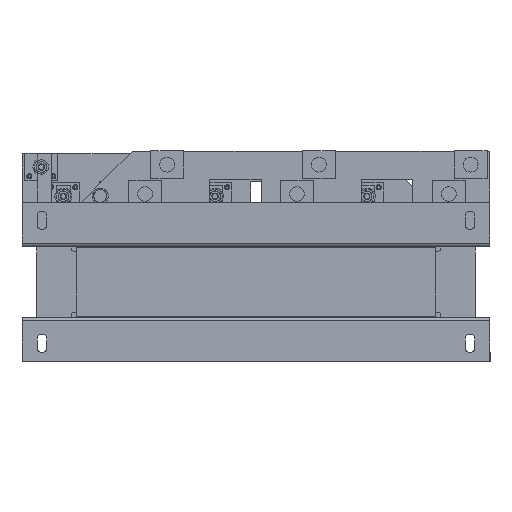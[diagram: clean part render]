
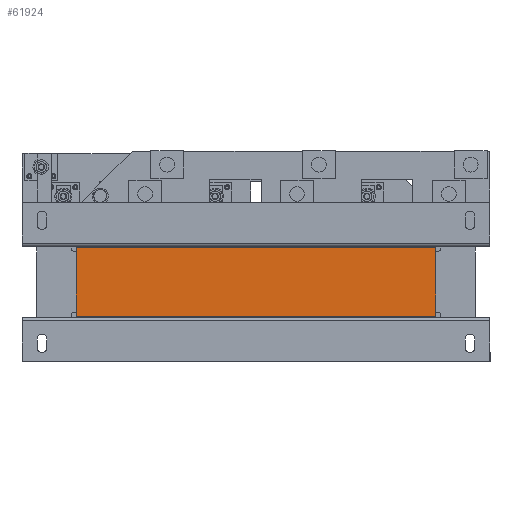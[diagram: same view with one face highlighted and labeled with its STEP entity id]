
A CAD part, front view. The second image highlights one B-rep face of the part: STEP entity #61924.
In plain terms, the highlighted planar face has unit normal (0, -1, 0).
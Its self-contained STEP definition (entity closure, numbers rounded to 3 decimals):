
#4078 = CARTESIAN_POINT ( 'NONE',  ( -225., -35., 43. ) ) ;
#4309 = LINE ( 'NONE', #31528, #6268 ) ;
#4713 = LINE ( 'NONE', #53359, #57510 ) ;
#5081 = VERTEX_POINT ( 'NONE', #62795 ) ;
#6268 = VECTOR ( 'NONE', #49593, 1000. ) ;
#7671 = ORIENTED_EDGE ( 'NONE', *, *, #8869, .T. ) ;
#7849 = DIRECTION ( 'NONE',  ( 1., 0., 0. ) ) ;
#8869 = EDGE_CURVE ( 'Defeature ausgef�hrt2_1157+Defeature ausgef�hrt2_1156+Defeature ausgef�hrt2_1158+Defeature ausgef�hrt2_1159', #75521, #5081, #15627, .T. ) ;
#12318 = EDGE_CURVE ( 'Defeature ausgef�hrt2_1155+Defeature ausgef�hrt2_1157+Defeature ausgef�hrt2_1158+Defeature ausgef�hrt2_1159', #69049, #47565, #4309, .T. ) ;
#15627 = LINE ( 'NONE', #53427, #27247 ) ;
#15991 = EDGE_CURVE ( 'Defeature ausgef�hrt2_1157+Defeature ausgef�hrt2_1159+Defeature ausgef�hrt2_1156+Defeature ausgef�hrt2_1155', #5081, #47565, #4713, .T. ) ;
#16283 = ORIENTED_EDGE ( 'NONE', *, *, #15991, .T. ) ;
#17208 = PLANE ( 'NONE',  #64152 ) ;
#27247 = VECTOR ( 'NONE', #66031, 1000. ) ;
#27841 = DIRECTION ( 'NONE',  ( 1., 0., 0. ) ) ;
#29437 = FACE_OUTER_BOUND ( 'NONE', #55540, .T. ) ;
#31528 = CARTESIAN_POINT ( 'NONE',  ( 225., -35., 43. ) ) ;
#38497 = ORIENTED_EDGE ( 'NONE', *, *, #12318, .F. ) ;
#42061 = CARTESIAN_POINT ( 'NONE',  ( -225., -35., 43. ) ) ;
#45429 = VECTOR ( 'NONE', #7849, 1000. ) ;
#45573 = CARTESIAN_POINT ( 'NONE',  ( 225., -35., 43. ) ) ;
#47565 = VERTEX_POINT ( 'NONE', #61489 ) ;
#49593 = DIRECTION ( 'NONE',  ( 0., 0., -1. ) ) ;
#53359 = CARTESIAN_POINT ( 'NONE',  ( -225., -35., -43. ) ) ;
#53427 = CARTESIAN_POINT ( 'NONE',  ( -225., -35., 43. ) ) ;
#54416 = DIRECTION ( 'NONE',  ( 0., 1., 0. ) ) ;
#55540 = EDGE_LOOP ( 'NONE', ( #16283, #38497, #68085, #7671 ) ) ;
#57242 = LINE ( 'NONE', #70237, #45429 ) ;
#57510 = VECTOR ( 'NONE', #27841, 1000. ) ;
#61489 = CARTESIAN_POINT ( 'NONE',  ( 225., -35., -43. ) ) ;
#61924 = ADVANCED_FACE ( 'Defeature ausgef�hrt2_1157', ( #29437 ), #17208, .F. ) ;
#62795 = CARTESIAN_POINT ( 'NONE',  ( -225., -35., -43. ) ) ;
#64152 = AXIS2_PLACEMENT_3D ( 'NONE', #42061, #54416, #79875 ) ;
#66031 = DIRECTION ( 'NONE',  ( 0., 0., -1. ) ) ;
#68085 = ORIENTED_EDGE ( 'NONE', *, *, #74648, .F. ) ;
#69049 = VERTEX_POINT ( 'NONE', #45573 ) ;
#70237 = CARTESIAN_POINT ( 'NONE',  ( -225., -35., 43. ) ) ;
#74648 = EDGE_CURVE ( 'Defeature ausgef�hrt2_1158+Defeature ausgef�hrt2_1157+Defeature ausgef�hrt2_1156+Defeature ausgef�hrt2_1155', #75521, #69049, #57242, .T. ) ;
#75521 = VERTEX_POINT ( 'NONE', #4078 ) ;
#79875 = DIRECTION ( 'NONE',  ( 0., 0., 1. ) ) ;
